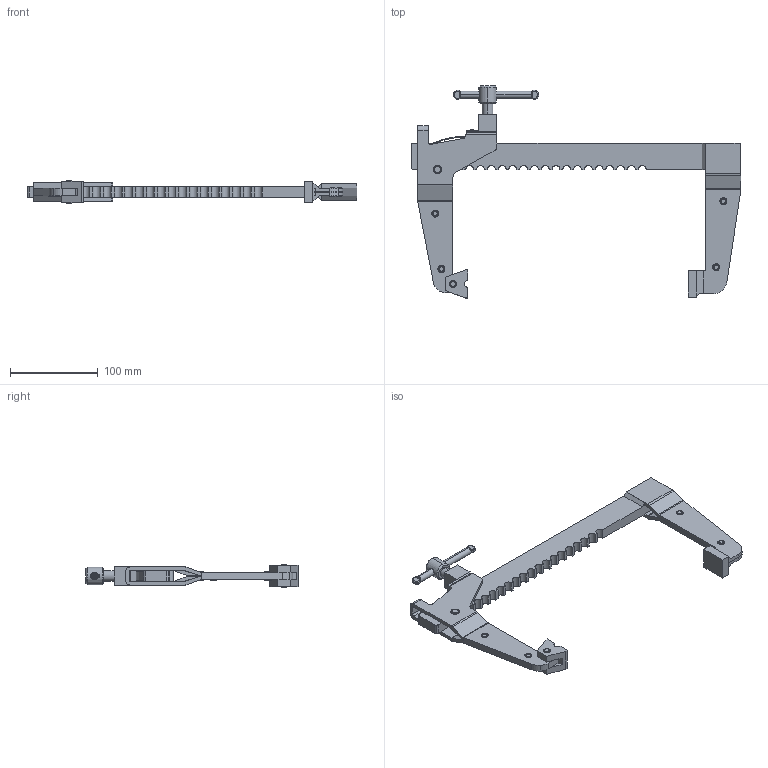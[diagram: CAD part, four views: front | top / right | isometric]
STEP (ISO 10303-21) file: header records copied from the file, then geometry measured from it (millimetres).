
FILE_DESCRIPTION((''),'2;1');
FILE_NAME('511.stp','2005-09-01T11:57:01',('CAD'),(''),'Autodesk Inventor 8','Autodesk Inventor 8','');
FILE_SCHEMA(('AUTOMOTIVE_DESIGN { 1 0 10303 214 1 1 1 1 }'));
Length unit declared in the file: millimetre
Products named in the file (1): Part55
Bounding box: 375 x 241.06 x 26.5 mm (x, y, z)
Volume: 281754.7 mm3; surface area: 100720.6 mm2
Topology: 7 solids, 7 shells, 369 faces, 981 edges, 634 vertices
Faces by surface type: plane 132, cylinder 106, bspline 85, cone 30, torus 16
Entity records: 13670 total; most frequent: CARTESIAN_POINT 4494, ORIENTED_EDGE 1962, DIRECTION 1861, EDGE_CURVE 981, AXIS2_PLACEMENT_3D 657, VERTEX_POINT 634, VECTOR 547, LINE 547
